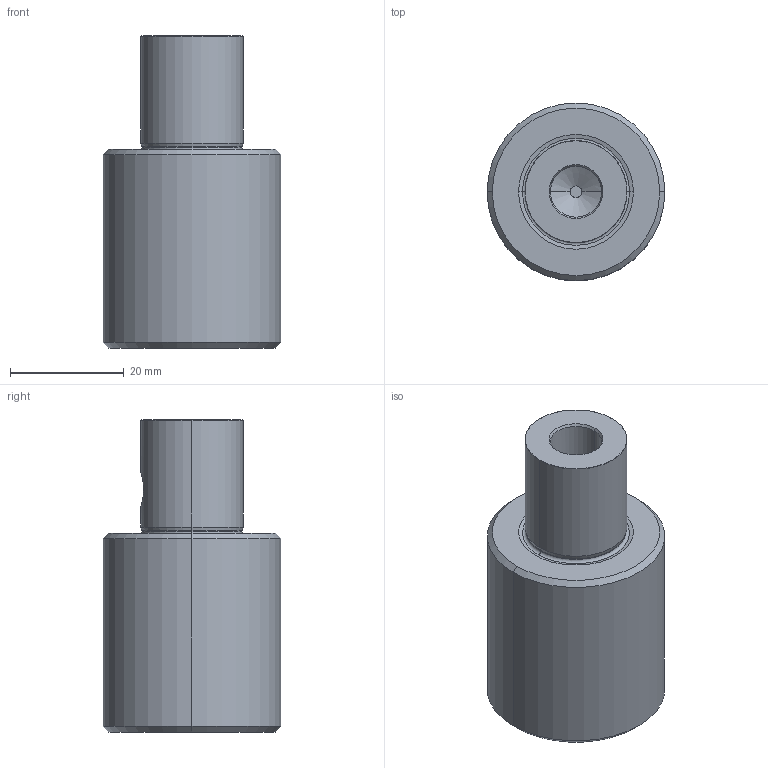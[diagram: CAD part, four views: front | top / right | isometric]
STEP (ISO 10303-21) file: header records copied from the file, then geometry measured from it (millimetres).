
FILE_DESCRIPTION(('no description'),'unknown implementation level');
FILE_NAME('782A1F91-7E9B-4B5E-871B-B67ADE261B16_export.stp',' ',('CIMSOURCE GmbH'),('CADClick - KiM GmbH - www.kimweb.de'),'unknown preprocess','ACIS','unknown authorization');
FILE_SCHEMA(('automotive_design'));
Length unit declared in the file: millimetre
Products named in the file (1): NONE
Bounding box: 31.3 x 31.3 x 55 mm (x, y, z)
Volume: 30495.2 mm3; surface area: 6641.3 mm2
Topology: 1 solids, 1 shells, 38 faces, 78 edges, 43 vertices
Faces by surface type: cone 20, cylinder 10, torus 4, plane 4
Entity records: 2028 total; most frequent: CARTESIAN_POINT 280, DIRECTION 196, STYLED_ITEM 158, PRESENTATION_STYLE_ASSIGNMENT 158, COLOUR_RGB 158, ORIENTED_EDGE 152, AXIS2_PLACEMENT_3D 83, EDGE_CURVE 76
